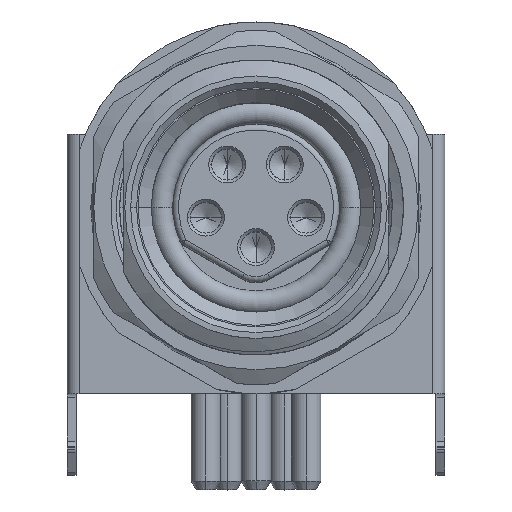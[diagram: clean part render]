
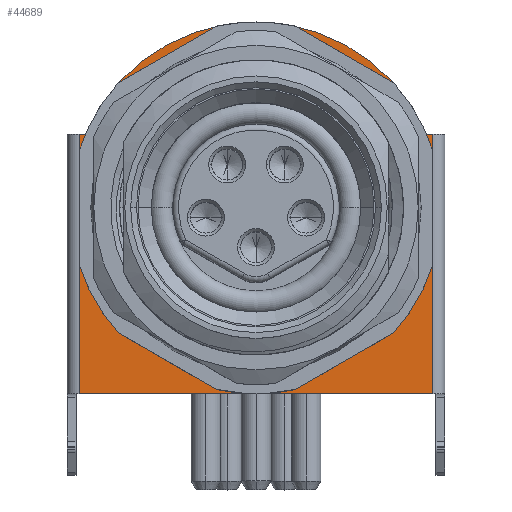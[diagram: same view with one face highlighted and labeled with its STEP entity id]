
A CAD part, top view. The second image highlights one B-rep face of the part: STEP entity #44689.
In plain terms, the highlighted planar face has unit normal (0, 0, 1).
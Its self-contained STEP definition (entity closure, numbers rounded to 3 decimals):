
#43040=DIRECTION('',(1.,0.,0.));
#43041=VECTOR('',#43040,12.);
#43042=CARTESIAN_POINT('',(-6.,-6.3,-5.8));
#43043=LINE('',#43042,#43041);
#43243=DIRECTION('',(0.,-1.,0.));
#43244=VECTOR('',#43243,8.8);
#43245=CARTESIAN_POINT('',(6.,2.5,-5.8));
#43246=LINE('',#43245,#43244);
#43247=DIRECTION('',(0.,1.,0.));
#43248=VECTOR('',#43247,8.8);
#43249=CARTESIAN_POINT('',(-6.,-6.3,-5.8));
#43250=LINE('',#43249,#43248);
#43251=DIRECTION('',(1.,0.,0.));
#43252=VECTOR('',#43251,0.217);
#43253=CARTESIAN_POINT('',(-6.,2.5,-5.8));
#43254=LINE('',#43253,#43252);
#43255=CARTESIAN_POINT('',(0.,0.,-5.8));
#43256=DIRECTION('',(0.,0.,-1.));
#43257=DIRECTION('',(-0.918,0.397,0.));
#43258=AXIS2_PLACEMENT_3D('',#43255,#43256,#43257);
#43260=DIRECTION('',(1.,0.,0.));
#43261=VECTOR('',#43260,0.217);
#43262=CARTESIAN_POINT('',(5.783,2.5,-5.8));
#43263=LINE('',#43262,#43261);
#43264=CARTESIAN_POINT('',(0.,0.,-5.8));
#43265=DIRECTION('',(0.,0.,-1.));
#43266=DIRECTION('',(-1.,0.,0.));
#43267=AXIS2_PLACEMENT_3D('',#43264,#43265,#43266);
#43269=CARTESIAN_POINT('',(0.,0.,-5.8));
#43270=DIRECTION('',(0.,0.,-1.));
#43271=DIRECTION('',(1.,0.,0.));
#43272=AXIS2_PLACEMENT_3D('',#43269,#43270,#43271);
#44122=CARTESIAN_POINT('',(-5.783,2.5,-5.8));
#44124=VERTEX_POINT('',#44122);
#44126=CARTESIAN_POINT('',(5.783,2.5,-5.8));
#44128=VERTEX_POINT('',#44126);
#44131=CARTESIAN_POINT('',(6.,-6.3,-5.8));
#44133=VERTEX_POINT('',#44131);
#44134=CARTESIAN_POINT('',(6.,2.5,-5.8));
#44135=VERTEX_POINT('',#44134);
#44139=CARTESIAN_POINT('',(-6.,2.5,-5.8));
#44141=VERTEX_POINT('',#44139);
#44142=CARTESIAN_POINT('',(-6.,-6.3,-5.8));
#44143=VERTEX_POINT('',#44142);
#44162=CARTESIAN_POINT('',(-5.15,0.,-5.8));
#44163=CARTESIAN_POINT('',(5.15,0.,-5.8));
#44164=VERTEX_POINT('',#44162);
#44165=VERTEX_POINT('',#44163);
#44669=CARTESIAN_POINT('',(-6.4,2.5,-5.8));
#44670=DIRECTION('',(0.,0.,1.));
#44671=DIRECTION('',(0.,-1.,0.));
#44672=AXIS2_PLACEMENT_3D('',#44669,#44670,#44671);
#44673=PLANE('',#44672);
#44674=ORIENTED_EDGE('',*,*,#44662,.T.);
#44675=ORIENTED_EDGE('',*,*,#44447,.F.);
#44676=ORIENTED_EDGE('',*,*,#44259,.T.);
#44677=ORIENTED_EDGE('',*,*,#44280,.T.);
#44679=ORIENTED_EDGE('',*,*,#44678,.T.);
#44680=ORIENTED_EDGE('',*,*,#44306,.T.);
#44681=EDGE_LOOP('',(#44674,#44675,#44676,#44677,#44679,#44680));
#44682=FACE_OUTER_BOUND('',#44681,.F.);
#44684=ORIENTED_EDGE('',*,*,#44683,.F.);
#44686=ORIENTED_EDGE('',*,*,#44685,.F.);
#44687=EDGE_LOOP('',(#44684,#44686));
#44688=FACE_BOUND('',#44687,.F.);
#43259=CIRCLE('',#43258,6.3);
#43268=CIRCLE('',#43267,5.15);
#43273=CIRCLE('',#43272,5.15);
#44259=EDGE_CURVE('',#44143,#44141,#43250,.T.);
#44280=EDGE_CURVE('',#44141,#44124,#43254,.T.);
#44306=EDGE_CURVE('',#44128,#44135,#43263,.T.);
#44447=EDGE_CURVE('',#44143,#44133,#43043,.T.);
#44662=EDGE_CURVE('',#44135,#44133,#43246,.T.);
#44678=EDGE_CURVE('',#44124,#44128,#43259,.T.);
#44683=EDGE_CURVE('',#44164,#44165,#43268,.T.);
#44685=EDGE_CURVE('',#44165,#44164,#43273,.T.);
#44689=ADVANCED_FACE('',(#44682,#44688),#44673,.T.);
